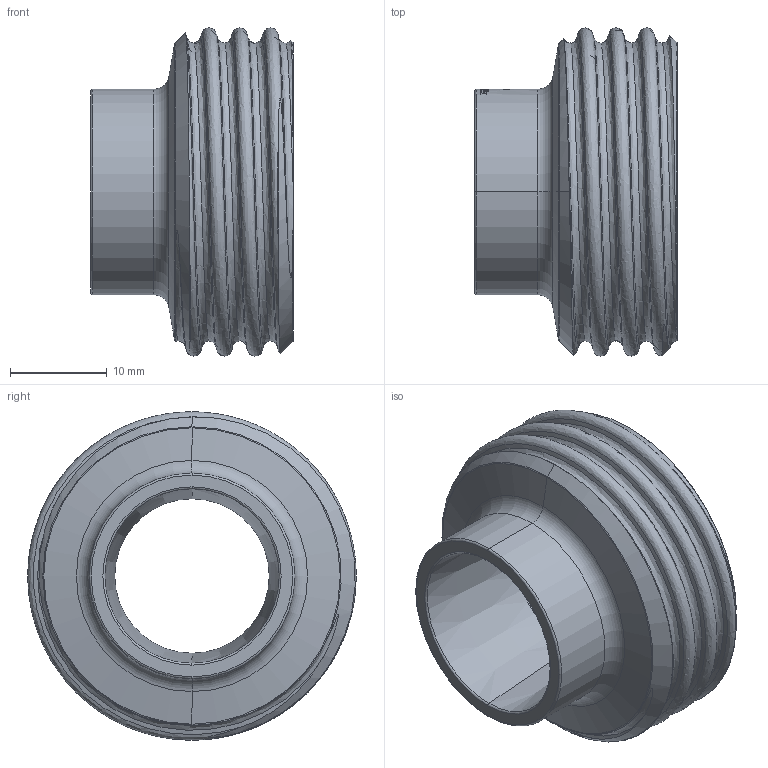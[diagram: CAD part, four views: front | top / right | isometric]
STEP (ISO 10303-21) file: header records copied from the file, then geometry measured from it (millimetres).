
FILE_DESCRIPTION (( 'STEP AP214' ), '1' );
FILE_NAME ('GL-213-021-x Gewindestutzen SC21,3x1,6 1709.STEP', '2017-09-13T15:08:46', ( '' ), ( '' ), 'SwSTEP 2.0', 'SolidWorks 2016', '' );
FILE_SCHEMA (( 'AUTOMOTIVE_DESIGN' ));
Length unit declared in the file: millimetre
Products named in the file (1): GL-213-021-x Gewindestutzen SC21,3x1,6 1709
Bounding box: 21 x 34 x 34 mm (x, y, z)
Volume: 6506.9 mm3; surface area: 4976.5 mm2
Topology: 1 solids, 1 shells, 223 faces, 572 edges, 372 vertices
Faces by surface type: bspline 102, plane 60, cylinder 27, torus 22, cone 12
Entity records: 16264 total; most frequent: CARTESIAN_POINT 9805, ORIENTED_EDGE 1144, DIRECTION 616, EDGE_CURVE 572, VERTEX_POINT 372, B_SPLINE_CURVE_WITH_KNOTS 331, AXIS2_PLACEMENT_3D 258, EDGE_LOOP 246
